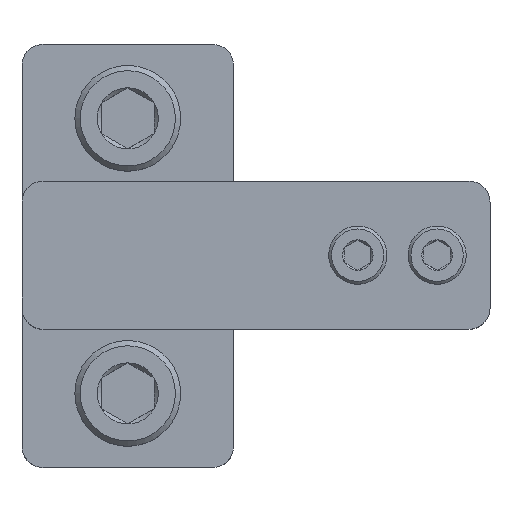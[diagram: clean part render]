
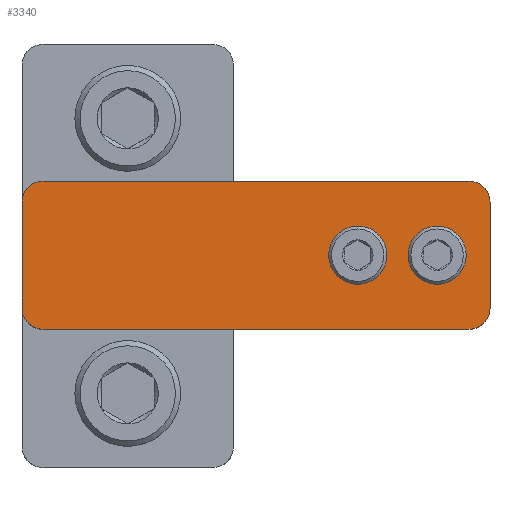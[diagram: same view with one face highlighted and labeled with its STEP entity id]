
A CAD part, top view. The second image highlights one B-rep face of the part: STEP entity #3340.
In plain terms, the highlighted planar face has unit normal (0, 0, 1).
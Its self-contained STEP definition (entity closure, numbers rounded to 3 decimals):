
#331=FACE_BOUND('',#852,.T.);
#332=FACE_BOUND('',#853,.T.);
#650=FACE_OUTER_BOUND('',#851,.T.);
#851=EDGE_LOOP('',(#3107,#3108,#3109,#3110,#3111,#3112,#3113,#3114));
#852=EDGE_LOOP('',(#3115));
#853=EDGE_LOOP('',(#3116));
#1029=LINE('',#16152,#1216);
#1032=LINE('',#16160,#1219);
#1035=LINE('',#16168,#1222);
#1040=LINE('',#16187,#1227);
#1216=VECTOR('',#4281,10.);
#1219=VECTOR('',#4290,10.);
#1222=VECTOR('',#4299,10.);
#1227=VECTOR('',#4324,10.);
#1285=CIRCLE('',#3612,2.);
#1286=CIRCLE('',#3615,2.);
#1287=CIRCLE('',#3618,2.);
#1288=CIRCLE('',#3621,2.);
#1290=CIRCLE('',#3626,1.75);
#1291=CIRCLE('',#3628,1.75);
#1606=VERTEX_POINT('',#16144);
#1607=VERTEX_POINT('',#16145);
#1608=VERTEX_POINT('',#16150);
#1609=VERTEX_POINT('',#16154);
#1610=VERTEX_POINT('',#16158);
#1611=VERTEX_POINT('',#16162);
#1612=VERTEX_POINT('',#16163);
#1613=VERTEX_POINT('',#16170);
#1615=VERTEX_POINT('',#16179);
#1616=VERTEX_POINT('',#16183);
#2095=EDGE_CURVE('',#1606,#1607,#1285,.T.);
#2099=EDGE_CURVE('',#1606,#1608,#1029,.T.);
#2100=EDGE_CURVE('',#1609,#1608,#1286,.T.);
#2103=EDGE_CURVE('',#1609,#1610,#1032,.T.);
#2104=EDGE_CURVE('',#1611,#1612,#1287,.T.);
#2107=EDGE_CURVE('',#1611,#1607,#1035,.T.);
#2108=EDGE_CURVE('',#1613,#1610,#1288,.T.);
#2112=EDGE_CURVE('',#1615,#1615,#1290,.T.);
#2114=EDGE_CURVE('',#1616,#1616,#1291,.T.);
#2116=EDGE_CURVE('',#1613,#1612,#1040,.T.);
#3107=ORIENTED_EDGE('',*,*,#2095,.F.);
#3108=ORIENTED_EDGE('',*,*,#2099,.T.);
#3109=ORIENTED_EDGE('',*,*,#2100,.F.);
#3110=ORIENTED_EDGE('',*,*,#2103,.T.);
#3111=ORIENTED_EDGE('',*,*,#2108,.F.);
#3112=ORIENTED_EDGE('',*,*,#2116,.T.);
#3113=ORIENTED_EDGE('',*,*,#2104,.F.);
#3114=ORIENTED_EDGE('',*,*,#2107,.T.);
#3115=ORIENTED_EDGE('',*,*,#2114,.T.);
#3116=ORIENTED_EDGE('',*,*,#2112,.T.);
#3152=PLANE('',#3630);
#3340=ADVANCED_FACE('',(#650,#331,#332),#3152,.T.);
#3612=AXIS2_PLACEMENT_3D('',#16146,#4274,#4275);
#3615=AXIS2_PLACEMENT_3D('',#16155,#4284,#4285);
#3618=AXIS2_PLACEMENT_3D('',#16164,#4293,#4294);
#3621=AXIS2_PLACEMENT_3D('',#16171,#4302,#4303);
#3626=AXIS2_PLACEMENT_3D('',#16180,#4314,#4315);
#3628=AXIS2_PLACEMENT_3D('',#16184,#4319,#4320);
#3630=AXIS2_PLACEMENT_3D('',#16188,#4325,#4326);
#4274=DIRECTION('center_axis',(0.,0.,
-1.));
#4275=DIRECTION('ref_axis',(0.707,-0.707,0.));
#4281=DIRECTION('',(0.,1.,0.));
#4284=DIRECTION('center_axis',(0.,0.,
-1.));
#4285=DIRECTION('ref_axis',(0.707,0.707,0.));
#4290=DIRECTION('',(-1.,0.,0.));
#4293=DIRECTION('center_axis',(0.,0.,
-1.));
#4294=DIRECTION('ref_axis',(-0.707,-0.707,0.));
#4299=DIRECTION('',(1.,0.,0.));
#4302=DIRECTION('center_axis',(0.,0.,
-1.));
#4303=DIRECTION('ref_axis',(-0.707,0.707,0.));
#4314=DIRECTION('center_axis',(0.,0.,
-1.));
#4315=DIRECTION('ref_axis',(1.,0.,0.));
#4319=DIRECTION('center_axis',(0.,0.,
-1.));
#4320=DIRECTION('ref_axis',(1.,0.,0.));
#4324=DIRECTION('',(0.,-1.,0.));
#4325=DIRECTION('center_axis',(0.,0.,
1.));
#4326=DIRECTION('ref_axis',(-1.,0.,0.));
#16144=CARTESIAN_POINT('',(-128.762,97.064,339.838));
#16145=CARTESIAN_POINT('',(-130.762,95.064,339.838));
#16146=CARTESIAN_POINT('Origin',(-130.762,97.064,339.838));
#16150=CARTESIAN_POINT('',(-128.762,107.064,339.838));
#16152=CARTESIAN_POINT('',(-128.762,95.064,339.838));
#16154=CARTESIAN_POINT('',(-130.762,109.064,339.838));
#16155=CARTESIAN_POINT('Origin',(-130.762,107.064,339.838));
#16158=CARTESIAN_POINT('',(-171.,109.064,339.838));
#16160=CARTESIAN_POINT('',(-128.762,109.064,339.838));
#16162=CARTESIAN_POINT('',(-171.,95.064,339.838));
#16163=CARTESIAN_POINT('',(-173.,97.064,339.838));
#16164=CARTESIAN_POINT('Origin',(-171.,97.064,339.838));
#16168=CARTESIAN_POINT('',(-173.,95.064,339.838));
#16170=CARTESIAN_POINT('',(-173.,107.064,339.838));
#16171=CARTESIAN_POINT('Origin',(-171.,107.064,339.838));
#16179=CARTESIAN_POINT('',(-143.012,102.064,339.838));
#16180=CARTESIAN_POINT('Origin',(-141.262,102.064,339.838));
#16183=CARTESIAN_POINT('',(-135.512,102.064,339.838));
#16184=CARTESIAN_POINT('Origin',(-133.762,102.064,339.838));
#16187=CARTESIAN_POINT('',(-173.,109.064,339.838));
#16188=CARTESIAN_POINT('Origin',(-150.881,102.064,339.838));
